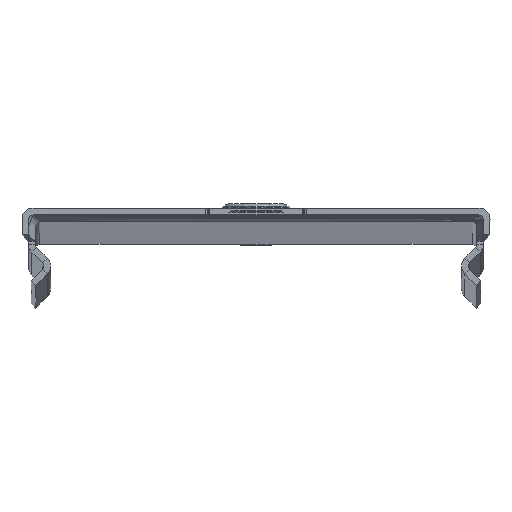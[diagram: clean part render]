
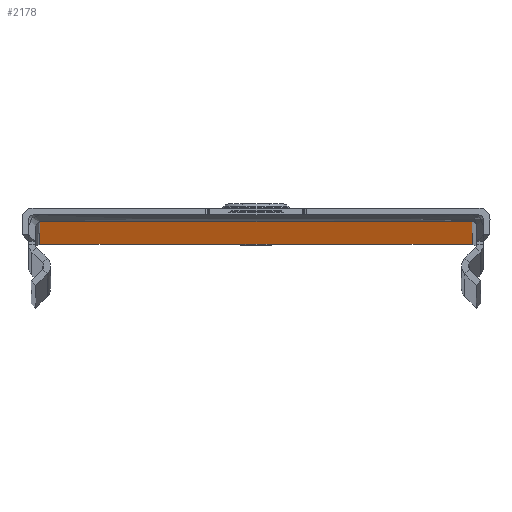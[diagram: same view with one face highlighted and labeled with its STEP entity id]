
A CAD part, top view. The second image highlights one B-rep face of the part: STEP entity #2178.
In plain terms, the highlighted planar face has unit normal (0, -1, 0).
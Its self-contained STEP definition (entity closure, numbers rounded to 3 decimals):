
#95 = ORIENTED_EDGE ( 'NONE', *, *, #4641, .T. ) ;
#130 = EDGE_CURVE ( 'NONE', #4479, #2716, #4224, .T. ) ;
#228 = CARTESIAN_POINT ( 'NONE',  ( 50., 0., -2969. ) ) ;
#279 = CARTESIAN_POINT ( 'NONE',  ( 0., 0., -2955. ) ) ;
#429 = EDGE_CURVE ( 'NONE', #5792, #5397, #5404, .T. ) ;
#433 = VERTEX_POINT ( 'NONE', #4298 ) ;
#448 = PLANE ( 'NONE',  #5027 ) ;
#497 = DIRECTION ( 'NONE',  ( 0.707, 0., 0.707 ) ) ;
#654 = ORIENTED_EDGE ( 'NONE', *, *, #429, .T. ) ;
#722 = VERTEX_POINT ( 'NONE', #1983 ) ;
#740 = AXIS2_PLACEMENT_3D ( 'NONE', #4635, #1053, #5213 ) ;
#751 = DIRECTION ( 'NONE',  ( 1., 0., 0. ) ) ;
#768 = DIRECTION ( 'NONE',  ( 0., -1., 0. ) ) ;
#853 = ORIENTED_EDGE ( 'NONE', *, *, #4871, .T. ) ;
#1007 = VERTEX_POINT ( 'NONE', #6790 ) ;
#1053 = DIRECTION ( 'NONE',  ( 0., -1., 0. ) ) ;
#1123 = CARTESIAN_POINT ( 'NONE',  ( 49., 0., -2969. ) ) ;
#1179 = VECTOR ( 'NONE', #7273, 1000. ) ;
#1194 = CARTESIAN_POINT ( 'NONE',  ( -10.5, 0., -2968.5 ) ) ;
#1220 = VERTEX_POINT ( 'NONE', #1897 ) ;
#1242 = LINE ( 'NONE', #3376, #2027 ) ;
#1255 = CARTESIAN_POINT ( 'NONE',  ( 11.061, 0., -2968.854 ) ) ;
#1276 = CIRCLE ( 'NONE', #1393, 7.3 ) ;
#1344 = CARTESIAN_POINT ( 'NONE',  ( -49., 0., 0. ) ) ;
#1393 = AXIS2_PLACEMENT_3D ( 'NONE', #279, #6386, #6576 ) ;
#1441 = ORIENTED_EDGE ( 'NONE', *, *, #4291, .T. ) ;
#1458 = LINE ( 'NONE', #7202, #5410 ) ;
#1477 = CARTESIAN_POINT ( 'NONE',  ( -11.414, 0., -2969. ) ) ;
#1540 = DIRECTION ( 'NONE',  ( 0.707, 0., -0.707 ) ) ;
#1649 = VECTOR ( 'NONE', #2103, 1000. ) ;
#1737 = EDGE_LOOP ( 'NONE', ( #2380, #1441, #95, #853, #6464, #6720, #7300, #6651, #3866, #2554, #1943, #3782 ) ) ;
#1836 = ORIENTED_EDGE ( 'NONE', *, *, #3653, .T. ) ;
#1853 = LINE ( 'NONE', #7172, #1179 ) ;
#1897 = CARTESIAN_POINT ( 'NONE',  ( -49., 0., -2969. ) ) ;
#1943 = ORIENTED_EDGE ( 'NONE', *, *, #6402, .T. ) ;
#1983 = CARTESIAN_POINT ( 'NONE',  ( -10.854, 0., -2968.646 ) ) ;
#2027 = VECTOR ( 'NONE', #3367, 1000. ) ;
#2103 = DIRECTION ( 'NONE',  ( 0., 0., 1. ) ) ;
#2137 = EDGE_CURVE ( 'NONE', #722, #3004, #6743, .T. ) ;
#2178 = ADVANCED_FACE ( 'NONE', ( #7117, #6306 ), #448, .T. ) ;
#2262 = VERTEX_POINT ( 'NONE', #1255 ) ;
#2380 = ORIENTED_EDGE ( 'NONE', *, *, #4199, .T. ) ;
#2554 = ORIENTED_EDGE ( 'NONE', *, *, #2137, .T. ) ;
#2716 = VERTEX_POINT ( 'NONE', #4581 ) ;
#2752 = CIRCLE ( 'NONE', #740, 0.5 ) ;
#2997 = CIRCLE ( 'NONE', #6776, 0.5 ) ;
#3004 = VERTEX_POINT ( 'NONE', #1194 ) ;
#3100 = CARTESIAN_POINT ( 'NONE',  ( 11.207, 0., -2969. ) ) ;
#3334 = CARTESIAN_POINT ( 'NONE',  ( 11.414, 0., -2969. ) ) ;
#3367 = DIRECTION ( 'NONE',  ( 1., 0., 0. ) ) ;
#3376 = CARTESIAN_POINT ( 'NONE',  ( 50., 0., 0. ) ) ;
#3653 = EDGE_CURVE ( 'NONE', #5397, #5792, #1276, .T. ) ;
#3728 = VERTEX_POINT ( 'NONE', #3334 ) ;
#3782 = ORIENTED_EDGE ( 'NONE', *, *, #130, .T. ) ;
#3784 = LINE ( 'NONE', #6937, #5237 ) ;
#3866 = ORIENTED_EDGE ( 'NONE', *, *, #7225, .T. ) ;
#4097 = VERTEX_POINT ( 'NONE', #7515 ) ;
#4199 = EDGE_CURVE ( 'NONE', #2716, #2262, #5402, .T. ) ;
#4216 = VECTOR ( 'NONE', #1540, 1000. ) ;
#4224 = CIRCLE ( 'NONE', #5433, 0.5 ) ;
#4291 = EDGE_CURVE ( 'NONE', #2262, #3728, #2997, .T. ) ;
#4298 = CARTESIAN_POINT ( 'NONE',  ( 49., 0., 0. ) ) ;
#4311 = CARTESIAN_POINT ( 'NONE',  ( -7.3, 0., -2955. ) ) ;
#4350 = CARTESIAN_POINT ( 'NONE',  ( 0., 0., -2955. ) ) ;
#4373 = DIRECTION ( 'NONE',  ( 0., 1., 0. ) ) ;
#4376 = DIRECTION ( 'NONE',  ( -1., 0., 0. ) ) ;
#4479 = VERTEX_POINT ( 'NONE', #5179 ) ;
#4581 = CARTESIAN_POINT ( 'NONE',  ( 10.854, 0., -2968.646 ) ) ;
#4582 = CARTESIAN_POINT ( 'NONE',  ( -50., 0., -2969. ) ) ;
#4635 = CARTESIAN_POINT ( 'NONE',  ( -11.414, 0., -2968.5 ) ) ;
#4641 = EDGE_CURVE ( 'NONE', #3728, #4097, #6848, .T. ) ;
#4871 = EDGE_CURVE ( 'NONE', #4097, #433, #6457, .T. ) ;
#5027 = AXIS2_PLACEMENT_3D ( 'NONE', #228, #768, #751 ) ;
#5087 = DIRECTION ( 'NONE',  ( 1., 0., 0. ) ) ;
#5115 = CARTESIAN_POINT ( 'NONE',  ( -50., 0., -2969. ) ) ;
#5157 = DIRECTION ( 'NONE',  ( 1., 0., 0. ) ) ;
#5170 = DIRECTION ( 'NONE',  ( 1., 0., 0. ) ) ;
#5179 = CARTESIAN_POINT ( 'NONE',  ( 10.5, 0., -2968.5 ) ) ;
#5213 = DIRECTION ( 'NONE',  ( 1., 0., 0. ) ) ;
#5237 = VECTOR ( 'NONE', #497, 1000. ) ;
#5246 = AXIS2_PLACEMENT_3D ( 'NONE', #7453, #7459, #7477 ) ;
#5257 = AXIS2_PLACEMENT_3D ( 'NONE', #4350, #4373, #4376 ) ;
#5397 = VERTEX_POINT ( 'NONE', #6836 ) ;
#5402 = LINE ( 'NONE', #3100, #4216 ) ;
#5404 = CIRCLE ( 'NONE', #5257, 7.3 ) ;
#5410 = VECTOR ( 'NONE', #6912, 1000. ) ;
#5433 = AXIS2_PLACEMENT_3D ( 'NONE', #5621, #5590, #5562 ) ;
#5562 = DIRECTION ( 'NONE',  ( 0., 0., 1. ) ) ;
#5578 = LINE ( 'NONE', #4582, #6141 ) ;
#5590 = DIRECTION ( 'NONE',  ( 0., 1., 0. ) ) ;
#5621 = CARTESIAN_POINT ( 'NONE',  ( 10.5, 0., -2969. ) ) ;
#5623 = DIRECTION ( 'NONE',  ( 0., -1., 0. ) ) ;
#5792 = VERTEX_POINT ( 'NONE', #4311 ) ;
#5856 = EDGE_LOOP ( 'NONE', ( #654, #1836 ) ) ;
#5902 = EDGE_CURVE ( 'NONE', #6246, #433, #1242, .T. ) ;
#6141 = VECTOR ( 'NONE', #5157, 1000. ) ;
#6176 = VERTEX_POINT ( 'NONE', #1477 ) ;
#6246 = VERTEX_POINT ( 'NONE', #1344 ) ;
#6306 = FACE_OUTER_BOUND ( 'NONE', #1737, .T. ) ;
#6362 = EDGE_CURVE ( 'NONE', #1220, #6246, #1853, .T. ) ;
#6386 = DIRECTION ( 'NONE',  ( 0., 1., 0. ) ) ;
#6402 = EDGE_CURVE ( 'NONE', #3004, #4479, #1458, .T. ) ;
#6457 = LINE ( 'NONE', #1123, #1649 ) ;
#6464 = ORIENTED_EDGE ( 'NONE', *, *, #5902, .F. ) ;
#6576 = DIRECTION ( 'NONE',  ( -1., 0., 0. ) ) ;
#6651 = ORIENTED_EDGE ( 'NONE', *, *, #7126, .T. ) ;
#6720 = ORIENTED_EDGE ( 'NONE', *, *, #6362, .F. ) ;
#6743 = CIRCLE ( 'NONE', #5246, 0.5 ) ;
#6776 = AXIS2_PLACEMENT_3D ( 'NONE', #7236, #5623, #5170 ) ;
#6790 = CARTESIAN_POINT ( 'NONE',  ( -11.061, 0., -2968.854 ) ) ;
#6836 = CARTESIAN_POINT ( 'NONE',  ( 7.3, 0., -2955. ) ) ;
#6848 = LINE ( 'NONE', #5115, #7135 ) ;
#6912 = DIRECTION ( 'NONE',  ( 1., 0., 0. ) ) ;
#6937 = CARTESIAN_POINT ( 'NONE',  ( -11.207, 0., -2969. ) ) ;
#7009 = EDGE_CURVE ( 'NONE', #1220, #6176, #5578, .T. ) ;
#7117 = FACE_BOUND ( 'NONE', #5856, .T. ) ;
#7126 = EDGE_CURVE ( 'NONE', #6176, #1007, #2752, .T. ) ;
#7135 = VECTOR ( 'NONE', #5087, 1000. ) ;
#7172 = CARTESIAN_POINT ( 'NONE',  ( -49., 0., -2969. ) ) ;
#7202 = CARTESIAN_POINT ( 'NONE',  ( -50., 0., -2968.5 ) ) ;
#7225 = EDGE_CURVE ( 'NONE', #1007, #722, #3784, .T. ) ;
#7236 = CARTESIAN_POINT ( 'NONE',  ( 11.414, 0., -2968.5 ) ) ;
#7273 = DIRECTION ( 'NONE',  ( 0., 0., 1. ) ) ;
#7300 = ORIENTED_EDGE ( 'NONE', *, *, #7009, .T. ) ;
#7453 = CARTESIAN_POINT ( 'NONE',  ( -10.5, 0., -2969. ) ) ;
#7459 = DIRECTION ( 'NONE',  ( 0., 1., 0. ) ) ;
#7477 = DIRECTION ( 'NONE',  ( 0., 0., 1. ) ) ;
#7515 = CARTESIAN_POINT ( 'NONE',  ( 49., 0., -2969. ) ) ;
